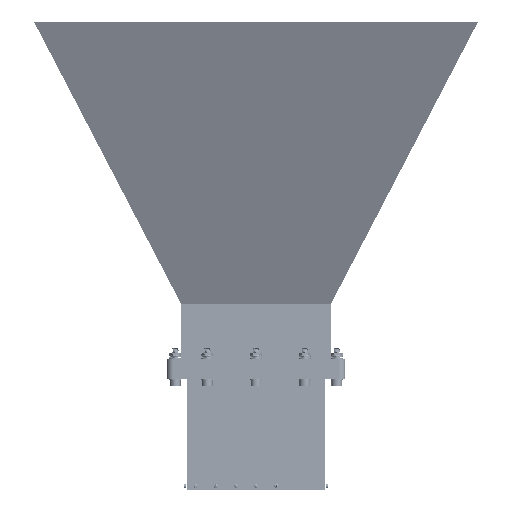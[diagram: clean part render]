
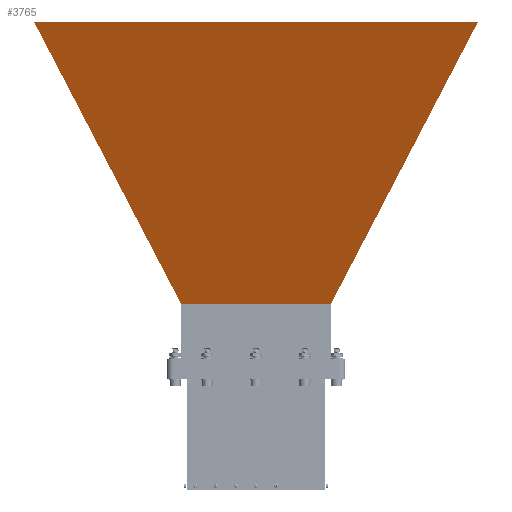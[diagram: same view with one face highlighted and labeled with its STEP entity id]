
A CAD part, front view. The second image highlights one B-rep face of the part: STEP entity #3765.
In plain terms, the highlighted face is planar.
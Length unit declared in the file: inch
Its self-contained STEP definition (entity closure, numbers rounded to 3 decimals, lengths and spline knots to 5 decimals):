
#740 = PLANE ( 'NONE',  #32811 ) ;
#1491 = VERTEX_POINT ( 'NONE', #15407 ) ;
#2386 = CARTESIAN_POINT ( 'NONE',  ( 16.92913, -7.48031, 10.82677 ) ) ;
#3188 = DIRECTION ( 'NONE',  ( 0.368, 0.93, 0. ) ) ;
#3388 = CARTESIAN_POINT ( 'NONE',  ( 3.14961, -2.0187, -3.6437 ) ) ;
#3615 = VECTOR ( 'NONE', #8767, 39.37008 ) ;
#3765 = ADVANCED_FACE ( 'NONE', ( #23983 ), #740, .F. ) ;
#4394 = VERTEX_POINT ( 'NONE', #23053 ) ;
#5748 = LINE ( 'NONE', #26884, #3615 ) ;
#6068 = CARTESIAN_POINT ( 'NONE',  ( 16.92913, -7.48031, 10.82677 ) ) ;
#6124 = ORIENTED_EDGE ( 'NONE', *, *, #33387, .T. ) ;
#6807 = DIRECTION ( 'NONE',  ( 0., 0., -1. ) ) ;
#8561 = CARTESIAN_POINT ( 'NONE',  ( 3.14961, -2.0187, 0. ) ) ;
#8767 = DIRECTION ( 'NONE',  ( 0.837, -0.332, 0.436 ) ) ;
#9233 = EDGE_LOOP ( 'NONE', ( #17438, #32259, #25013, #6124 ) ) ;
#10447 = VECTOR ( 'NONE', #25832, 39.37008 ) ;
#10938 = EDGE_CURVE ( 'NONE', #14168, #1491, #13318, .T. ) ;
#13318 = LINE ( 'NONE', #2386, #28340 ) ;
#14168 = VERTEX_POINT ( 'NONE', #6068 ) ;
#15257 = CARTESIAN_POINT ( 'NONE',  ( 3.14961, -2.0187, -3.6437 ) ) ;
#15407 = CARTESIAN_POINT ( 'NONE',  ( 16.92913, -7.48031, -10.82677 ) ) ;
#17438 = ORIENTED_EDGE ( 'NONE', *, *, #25646, .T. ) ;
#21364 = CARTESIAN_POINT ( 'NONE',  ( -0.26387, -0.66574, 0. ) ) ;
#21589 = DIRECTION ( 'NONE',  ( 0., 0., -1. ) ) ;
#21697 = LINE ( 'NONE', #8561, #26395 ) ;
#22479 = EDGE_CURVE ( 'NONE', #4394, #14168, #5748, .T. ) ;
#22557 = VERTEX_POINT ( 'NONE', #3388 ) ;
#23053 = CARTESIAN_POINT ( 'NONE',  ( 3.14961, -2.0187, 3.6437 ) ) ;
#23983 = FACE_OUTER_BOUND ( 'NONE', #9233, .T. ) ;
#25013 = ORIENTED_EDGE ( 'NONE', *, *, #22479, .F. ) ;
#25646 = EDGE_CURVE ( 'NONE', #22557, #1491, #30483, .T. ) ;
#25832 = DIRECTION ( 'NONE',  ( 0.837, -0.332, -0.436 ) ) ;
#26395 = VECTOR ( 'NONE', #6807, 39.37008 ) ;
#26884 = CARTESIAN_POINT ( 'NONE',  ( 3.14961, -2.0187, 3.6437 ) ) ;
#28340 = VECTOR ( 'NONE', #21589, 39.37008 ) ;
#30483 = LINE ( 'NONE', #15257, #10447 ) ;
#31931 = DIRECTION ( 'NONE',  ( -0.93, 0.368, 0. ) ) ;
#32259 = ORIENTED_EDGE ( 'NONE', *, *, #10938, .F. ) ;
#32811 = AXIS2_PLACEMENT_3D ( 'NONE', #21364, #3188, #31931 ) ;
#33387 = EDGE_CURVE ( 'NONE', #4394, #22557, #21697, .T. ) ;
